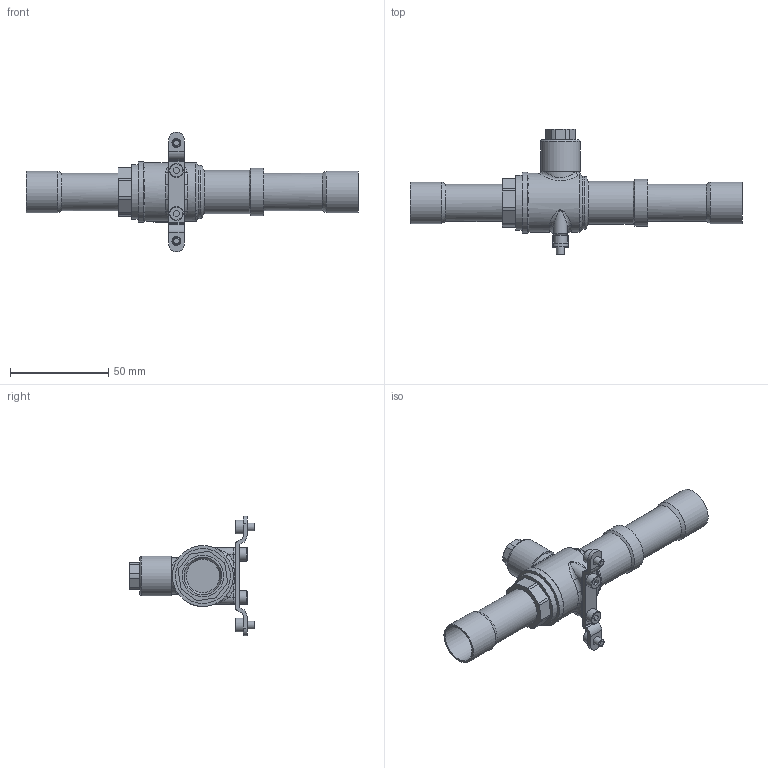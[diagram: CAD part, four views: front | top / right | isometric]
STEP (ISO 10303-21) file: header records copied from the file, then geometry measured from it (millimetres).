
FILE_DESCRIPTION(/* description */ (''),/* implementation_level */ '2;1');
FILE_NAME(/* name */ '009L7024R.stp',/* time_stamp */ '2022-08-24T10:43:54+03:00',/* author */ ('U403152'),/* organization */ (''),/* preprocessor_version */ 'ST-DEVELOPER v18.1',/* originating_system */ 'Autodesk Inventor 2020',/* authorisation */ '');
FILE_SCHEMA (('AUTOMOTIVE_DESIGN { 1 0 10303 214 3 1 1 }'));
Length unit declared in the file: millimetre
Products named in the file (1): Part1
Bounding box: 169.1 x 64.1 x 61 mm (x, y, z)
Volume: 44363.5 mm3; surface area: 26437.5 mm2
Topology: 1 solids, 8 shells, 464 faces, 1243 edges, 840 vertices
Faces by surface type: plane 189, bspline 138, cylinder 87, cone 28, torus 22
Full cylindrical faces by diameter (mm): 3.3 x2, 4 x4, 4.5 x4, 7 x4, 10.4 x1, 13.6 x1, 15 x2, 15.7 x1, 17 x2, 17.2 x1, 17.8 x1, 19 x2, 19.2 x2, 20.2 x1, 21.2 x2, 22 x1, 24 x1, 27 x1, 28 x1, 30 x1, 31 x1
Entity records: 25396 total; most frequent: CARTESIAN_POINT 14297, ORIENTED_EDGE 2480, DIRECTION 2023, EDGE_CURVE 1240, VERTEX_POINT 840, AXIS2_PLACEMENT_3D 746, LINE 531, VECTOR 531
